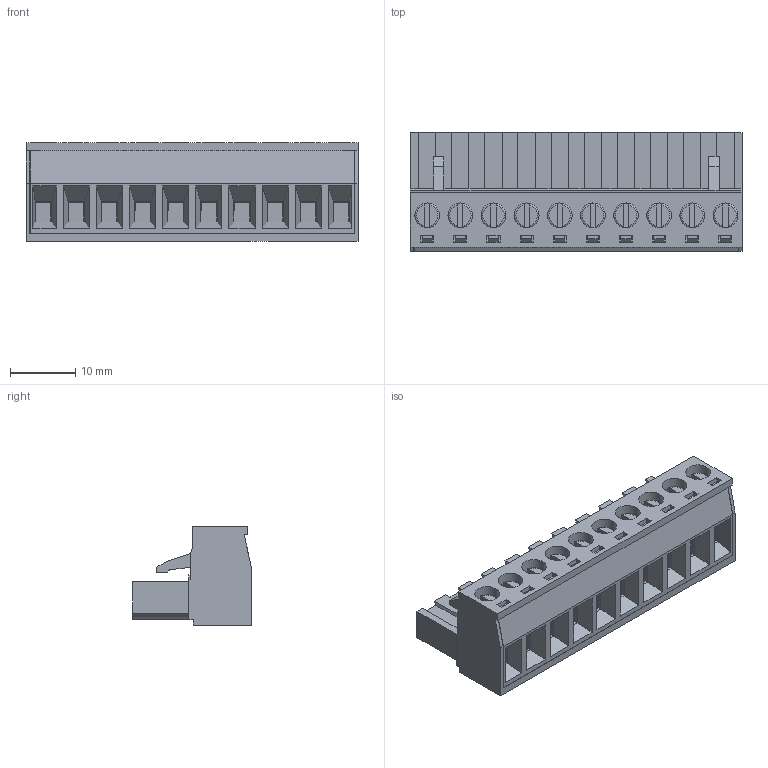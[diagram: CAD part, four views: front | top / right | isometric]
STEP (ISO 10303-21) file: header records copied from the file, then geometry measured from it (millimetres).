
FILE_DESCRIPTION(/* description */ ('Unknown'),/* implementation_level */ '2;1');
FILE_NAME(/* name */ '691351500010',/* time_stamp */ '2021-01-04T16:11:27+01:00',/* author */ ('Unknown'),/* organization */ ('Unknown'),/* preprocessor_version */ 'ST-DEVELOPER v16.7',/* originating_system */ 'DEX',/* authorisation */ $);
FILE_SCHEMA (('AUTOMOTIVE_DESIGN {1 0 10303 214 3 1 1}'));
Length unit declared in the file: millimetre
Products named in the file (6): 6913515000xx; 691351500010; 6913515000xx_CAGE; 6913515000xx_PIN; 6913515000xx_VIS; 691351500010_CAPOT
Assembly tree (32 placements, depth 2):
  6913515000xx
    691351500010
    6913515000xx_CAGE  x10
    6913515000xx_PIN  x10
    6913515000xx_VIS  x10
    691351500010_CAPOT
Bounding box: 50.9 x 18.2 x 15.1 mm (x, y, z)
Volume: 5741.5 mm3; surface area: 15583.1 mm2
Topology: 32 solids, 32 shells, 2330 faces, 6329 edges, 4132 vertices
Faces by surface type: plane 1720, cylinder 560, torus 30, cone 20
Full cylindrical faces by diameter (mm): 1.6 x10, 2.2 x10, 2.5 x10, 2.9 x10, 2.95 x10, 3 x10, 3.8 x20
Entity records: 37972 total; most frequent: CARTESIAN_POINT 6645, ORIENTED_EDGE 6450, DIRECTION 6046, EDGE_CURVE 3225, LINE 2892, VECTOR 2892, VERTEX_POINT 2128, AXIS2_PLACEMENT_3D 1577
